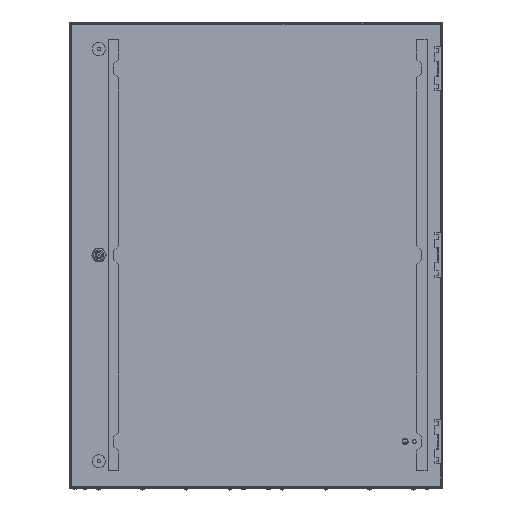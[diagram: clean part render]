
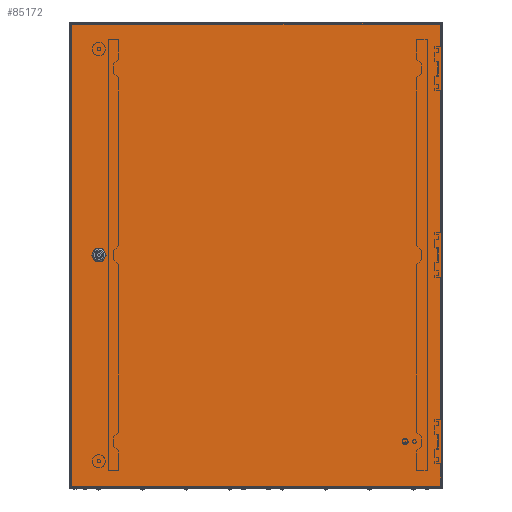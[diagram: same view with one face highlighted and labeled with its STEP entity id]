
A CAD part, top view. The second image highlights one B-rep face of the part: STEP entity #85172.
In plain terms, the highlighted planar face has unit normal (0, 0, 1).
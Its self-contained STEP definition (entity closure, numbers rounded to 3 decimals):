
#254 = VECTOR ( 'NONE', #14286, 1000. ) ;
#471 = DIRECTION ( 'NONE',  ( 1., 0., 0. ) ) ;
#2887 = ORIENTED_EDGE ( 'NONE', *, *, #11537, .F. ) ;
#2911 = CARTESIAN_POINT ( 'NONE',  ( 2.87, 3., 17. ) ) ;
#5261 = VERTEX_POINT ( 'NONE', #36482 ) ;
#5768 = LINE ( 'NONE', #32664, #37096 ) ;
#5852 = ORIENTED_EDGE ( 'NONE', *, *, #46472, .F. ) ;
#5861 = CIRCLE ( 'NONE', #55113, 11.25 ) ;
#8177 = ORIENTED_EDGE ( 'NONE', *, *, #33449, .F. ) ;
#11254 = DIRECTION ( 'NONE',  ( 0., 1., 0. ) ) ;
#11537 = EDGE_CURVE ( 'NONE', #77350, #85725, #48091, .T. ) ;
#11707 = EDGE_CURVE ( 'NONE', #5261, #13642, #54363, .T. ) ;
#12090 = EDGE_CURVE ( 'NONE', #36273, #79282, #23431, .T. ) ;
#13126 = ORIENTED_EDGE ( 'NONE', *, *, #59454, .F. ) ;
#13311 = LINE ( 'NONE', #41077, #34444 ) ;
#13642 = VERTEX_POINT ( 'NONE', #2911 ) ;
#14286 = DIRECTION ( 'NONE',  ( 0., -1., 0. ) ) ;
#14497 = CARTESIAN_POINT ( 'NONE',  ( 62.87, 500., 17. ) ) ;
#15413 = ORIENTED_EDGE ( 'NONE', *, *, #19846, .T. ) ;
#15687 = ORIENTED_EDGE ( 'NONE', *, *, #38967, .F. ) ;
#15881 = CARTESIAN_POINT ( 'NONE',  ( 2.87, 3., 17. ) ) ;
#16356 = CARTESIAN_POINT ( 'NONE',  ( 2.87, 997., 17. ) ) ;
#16980 = CARTESIAN_POINT ( 'NONE',  ( 57.814, 489.95, 17. ) ) ;
#17301 = DIRECTION ( 'NONE',  ( 1., 0., 0. ) ) ;
#17305 = AXIS2_PLACEMENT_3D ( 'NONE', #14497, #60792, #41385 ) ;
#17461 = LINE ( 'NONE', #24519, #51413 ) ;
#18440 = ORIENTED_EDGE ( 'NONE', *, *, #28185, .F. ) ;
#19846 = EDGE_CURVE ( 'NONE', #13642, #36273, #76271, .T. ) ;
#23129 = CARTESIAN_POINT ( 'NONE',  ( 62.87, 500., 17. ) ) ;
#23431 = LINE ( 'NONE', #28700, #46828 ) ;
#24453 = VECTOR ( 'NONE', #43240, 1000. ) ;
#24519 = CARTESIAN_POINT ( 'NONE',  ( 72.92, 494.944, 17. ) ) ;
#25298 = CARTESIAN_POINT ( 'NONE',  ( 52.82, 505.056, 17. ) ) ;
#25474 = CARTESIAN_POINT ( 'NONE',  ( 52.82, 494.944, 17. ) ) ;
#26611 = VERTEX_POINT ( 'NONE', #25298 ) ;
#27917 = CARTESIAN_POINT ( 'NONE',  ( 72.92, 494.944, 17. ) ) ;
#27950 = CARTESIAN_POINT ( 'NONE',  ( 2.87, 997., 17. ) ) ;
#28185 = EDGE_CURVE ( 'NONE', #63399, #77350, #5768, .T. ) ;
#28700 = CARTESIAN_POINT ( 'NONE',  ( 796.87, 997., 17. ) ) ;
#29365 = CARTESIAN_POINT ( 'NONE',  ( 67.926, 510.05, 17. ) ) ;
#29625 = DIRECTION ( 'NONE',  ( 0., 0., 1. ) ) ;
#31620 = CARTESIAN_POINT ( 'NONE',  ( 72.92, 505.056, 17. ) ) ;
#32300 = VECTOR ( 'NONE', #56276, 1000. ) ;
#32664 = CARTESIAN_POINT ( 'NONE',  ( 67.926, 489.95, 17. ) ) ;
#32714 = CIRCLE ( 'NONE', #69317, 11.25 ) ;
#33449 = EDGE_CURVE ( 'NONE', #44942, #33956, #57171, .T. ) ;
#33956 = VERTEX_POINT ( 'NONE', #38943 ) ;
#34444 = VECTOR ( 'NONE', #47270, 1000. ) ;
#34487 = CARTESIAN_POINT ( 'NONE',  ( 796.87, 997., 17. ) ) ;
#36273 = VERTEX_POINT ( 'NONE', #79616 ) ;
#36482 = CARTESIAN_POINT ( 'NONE',  ( 2.87, 997., 17. ) ) ;
#37096 = VECTOR ( 'NONE', #471, 1000. ) ;
#38943 = CARTESIAN_POINT ( 'NONE',  ( 57.814, 510.05, 17. ) ) ;
#38967 = EDGE_CURVE ( 'NONE', #33956, #26611, #44036, .T. ) ;
#41077 = CARTESIAN_POINT ( 'NONE',  ( 52.82, 494.944, 17. ) ) ;
#41385 = DIRECTION ( 'NONE',  ( 1., 0., 0. ) ) ;
#42782 = DIRECTION ( 'NONE',  ( 1., 0., 0. ) ) ;
#43240 = DIRECTION ( 'NONE',  ( -1., 0., 0. ) ) ;
#44036 = CIRCLE ( 'NONE', #17305, 11.25 ) ;
#44187 = FACE_BOUND ( 'NONE', #64822, .T. ) ;
#44942 = VERTEX_POINT ( 'NONE', #86162 ) ;
#46472 = EDGE_CURVE ( 'NONE', #76423, #63399, #32714, .T. ) ;
#46828 = VECTOR ( 'NONE', #68841, 1000. ) ;
#47069 = ORIENTED_EDGE ( 'NONE', *, *, #48008, .F. ) ;
#47270 = DIRECTION ( 'NONE',  ( 0., -1., 0. ) ) ;
#48008 = EDGE_CURVE ( 'NONE', #85725, #60340, #17461, .T. ) ;
#48091 = CIRCLE ( 'NONE', #56513, 11.25 ) ;
#49539 = ORIENTED_EDGE ( 'NONE', *, *, #83525, .F. ) ;
#49906 = PLANE ( 'NONE',  #72575 ) ;
#50709 = CARTESIAN_POINT ( 'NONE',  ( 62.87, 500., 17. ) ) ;
#51413 = VECTOR ( 'NONE', #11254, 1000. ) ;
#53133 = ORIENTED_EDGE ( 'NONE', *, *, #11707, .T. ) ;
#54363 = LINE ( 'NONE', #27950, #254 ) ;
#55113 = AXIS2_PLACEMENT_3D ( 'NONE', #23129, #71161, #76892 ) ;
#56276 = DIRECTION ( 'NONE',  ( -1., 0., 0. ) ) ;
#56513 = AXIS2_PLACEMENT_3D ( 'NONE', #83599, #69479, #57995 ) ;
#57171 = LINE ( 'NONE', #29365, #32300 ) ;
#57995 = DIRECTION ( 'NONE',  ( 1., 0., 0. ) ) ;
#59454 = EDGE_CURVE ( 'NONE', #60340, #44942, #5861, .T. ) ;
#60340 = VERTEX_POINT ( 'NONE', #31620 ) ;
#60557 = CARTESIAN_POINT ( 'NONE',  ( 67.926, 489.95, 17. ) ) ;
#60792 = DIRECTION ( 'NONE',  ( 0., 0., 1. ) ) ;
#63127 = EDGE_LOOP ( 'NONE', ( #53133, #15413, #73257, #82675 ) ) ;
#63399 = VERTEX_POINT ( 'NONE', #16980 ) ;
#64018 = CARTESIAN_POINT ( 'NONE',  ( 0., 0., 17. ) ) ;
#64822 = EDGE_LOOP ( 'NONE', ( #13126, #47069, #2887, #18440, #5852, #49539, #15687, #8177 ) ) ;
#67022 = VECTOR ( 'NONE', #42782, 1000. ) ;
#68841 = DIRECTION ( 'NONE',  ( 0., 1., 0. ) ) ;
#69317 = AXIS2_PLACEMENT_3D ( 'NONE', #50709, #70985, #76272 ) ;
#69479 = DIRECTION ( 'NONE',  ( 0., 0., 1. ) ) ;
#70985 = DIRECTION ( 'NONE',  ( 0., 0., 1. ) ) ;
#71161 = DIRECTION ( 'NONE',  ( 0., 0., 1. ) ) ;
#72575 = AXIS2_PLACEMENT_3D ( 'NONE', #64018, #29625, #17301 ) ;
#73257 = ORIENTED_EDGE ( 'NONE', *, *, #12090, .T. ) ;
#75945 = FACE_OUTER_BOUND ( 'NONE', #63127, .T. ) ;
#76271 = LINE ( 'NONE', #15881, #67022 ) ;
#76272 = DIRECTION ( 'NONE',  ( 1., 0., 0. ) ) ;
#76423 = VERTEX_POINT ( 'NONE', #25474 ) ;
#76742 = LINE ( 'NONE', #16356, #24453 ) ;
#76892 = DIRECTION ( 'NONE',  ( 1., 0., 0. ) ) ;
#77350 = VERTEX_POINT ( 'NONE', #60557 ) ;
#79282 = VERTEX_POINT ( 'NONE', #34487 ) ;
#79616 = CARTESIAN_POINT ( 'NONE',  ( 796.87, 3., 17. ) ) ;
#82675 = ORIENTED_EDGE ( 'NONE', *, *, #83640, .T. ) ;
#83525 = EDGE_CURVE ( 'NONE', #26611, #76423, #13311, .T. ) ;
#83599 = CARTESIAN_POINT ( 'NONE',  ( 62.87, 500., 17. ) ) ;
#83640 = EDGE_CURVE ( 'NONE', #79282, #5261, #76742, .T. ) ;
#85172 = ADVANCED_FACE ( 'NONE', ( #44187, #75945 ), #49906, .T. ) ;
#85725 = VERTEX_POINT ( 'NONE', #27917 ) ;
#86162 = CARTESIAN_POINT ( 'NONE',  ( 67.926, 510.05, 17. ) ) ;
